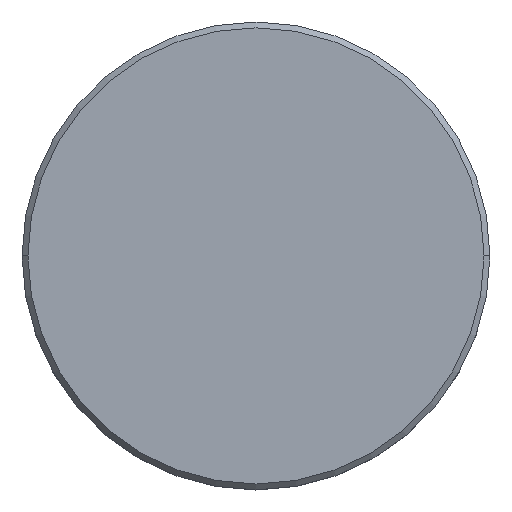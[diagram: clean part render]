
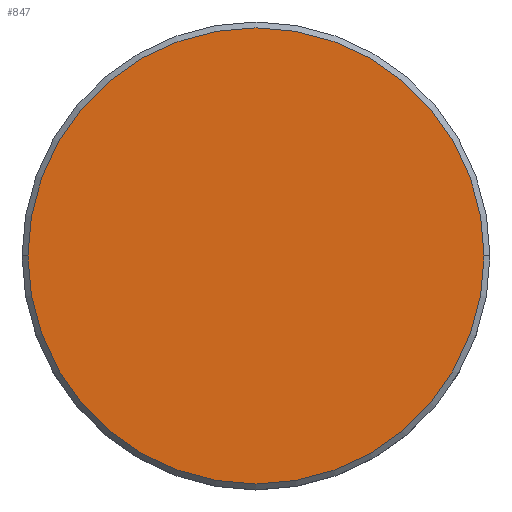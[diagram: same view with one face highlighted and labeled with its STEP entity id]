
A CAD part, top view. The second image highlights one B-rep face of the part: STEP entity #847.
In plain terms, the highlighted planar face has unit normal (0, 0, 1).
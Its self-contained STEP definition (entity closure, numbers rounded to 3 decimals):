
#22 = CARTESIAN_POINT ( 'NONE',  ( 19.5, 0., 0. ) ) ;
#26 = CARTESIAN_POINT ( 'NONE',  ( 0., 0., 0. ) ) ;
#27 = PLANE ( 'NONE',  #193 ) ;
#193 = AXIS2_PLACEMENT_3D ( 'NONE', #214, #370, #581 ) ;
#196 = EDGE_LOOP ( 'NONE', ( #424, #958 ) ) ;
#214 = CARTESIAN_POINT ( 'NONE',  ( 0., 0., 0. ) ) ;
#226 = AXIS2_PLACEMENT_3D ( 'NONE', #26, #396, #1027 ) ;
#283 = AXIS2_PLACEMENT_3D ( 'NONE', #521, #631, #720 ) ;
#370 = DIRECTION ( 'NONE',  ( 0., 0., 1. ) ) ;
#388 = FACE_OUTER_BOUND ( 'NONE', #196, .T. ) ;
#396 = DIRECTION ( 'NONE',  ( 0., 0., 1. ) ) ;
#412 = EDGE_CURVE ( 'NONE', #802, #1095, #702, .T. ) ;
#424 = ORIENTED_EDGE ( 'NONE', *, *, #412, .T. ) ;
#521 = CARTESIAN_POINT ( 'NONE',  ( 0., 0., 0. ) ) ;
#544 = EDGE_CURVE ( 'NONE', #1095, #802, #608, .T. ) ;
#581 = DIRECTION ( 'NONE',  ( 1., 0., 0. ) ) ;
#608 = CIRCLE ( 'NONE', #283, 19.5 ) ;
#631 = DIRECTION ( 'NONE',  ( 0., 0., 1. ) ) ;
#702 = CIRCLE ( 'NONE', #226, 19.5 ) ;
#720 = DIRECTION ( 'NONE',  ( 1., 0., 0. ) ) ;
#802 = VERTEX_POINT ( 'NONE', #1139 ) ;
#847 = ADVANCED_FACE ( 'NONE', ( #388 ), #27, .T. ) ;
#958 = ORIENTED_EDGE ( 'NONE', *, *, #544, .T. ) ;
#1027 = DIRECTION ( 'NONE',  ( 1., 0., 0. ) ) ;
#1095 = VERTEX_POINT ( 'NONE', #22 ) ;
#1139 = CARTESIAN_POINT ( 'NONE',  ( -19.5, 0., 0. ) ) ;
